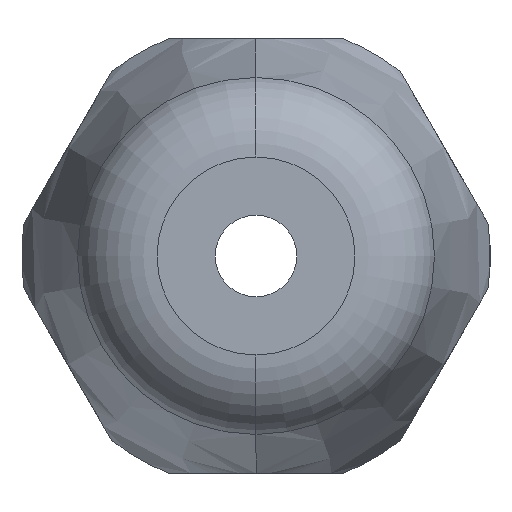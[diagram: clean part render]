
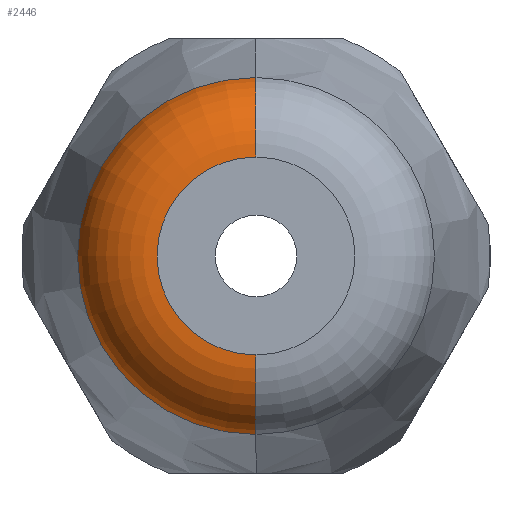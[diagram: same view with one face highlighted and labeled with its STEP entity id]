
A CAD part, left-side view. The second image highlights one B-rep face of the part: STEP entity #2446.
In plain terms, the highlighted toroidal (fillet/blend) face has major radius 3.643 mm and minor radius 3 mm.
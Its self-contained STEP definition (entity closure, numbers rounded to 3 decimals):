
#50 = DIRECTION ( 'NONE',  ( 0., 0., -1. ) ) ;
#120 = ORIENTED_EDGE ( 'NONE', *, *, #1232, .F. ) ;
#121 = CARTESIAN_POINT ( 'NONE',  ( -48.5, 0., 0. ) ) ;
#133 = AXIS2_PLACEMENT_3D ( 'NONE', #121, #3585, #3378 ) ;
#145 = EDGE_CURVE ( 'NONE', #2162, #2608, #484, .T. ) ;
#172 = DIRECTION ( 'NONE',  ( 0., 0., 1. ) ) ;
#484 = CIRCLE ( 'NONE', #3229, 3. ) ;
#505 = VERTEX_POINT ( 'NONE', #1920 ) ;
#790 = DIRECTION ( 'NONE',  ( 0., 0., 1. ) ) ;
#1092 = FACE_OUTER_BOUND ( 'NONE', #3284, .T. ) ;
#1111 = CARTESIAN_POINT ( 'NONE',  ( -46.149, 0., 0. ) ) ;
#1232 = EDGE_CURVE ( 'NONE', #2608, #3078, #2072, .T. ) ;
#1365 = DIRECTION ( 'NONE',  ( -1., 0., 0. ) ) ;
#1437 = DIRECTION ( 'NONE',  ( 1., 0., 0. ) ) ;
#1588 = TOROIDAL_SURFACE ( 'NONE', #3545, 3.643, 3. ) ;
#1616 = ORIENTED_EDGE ( 'NONE', *, *, #145, .F. ) ;
#1741 = CARTESIAN_POINT ( 'NONE',  ( -46.149, 0., 6.572 ) ) ;
#1768 = AXIS2_PLACEMENT_3D ( 'NONE', #3720, #2783, #172 ) ;
#1776 = DIRECTION ( 'NONE',  ( 0., -1., 0. ) ) ;
#1811 = ORIENTED_EDGE ( 'NONE', *, *, #2564, .F. ) ;
#1834 = CIRCLE ( 'NONE', #2630, 6.572 ) ;
#1920 = CARTESIAN_POINT ( 'NONE',  ( -46.149, 0., -6.572 ) ) ;
#2072 = CIRCLE ( 'NONE', #133, 3.643 ) ;
#2092 = EDGE_CURVE ( 'NONE', #505, #3078, #2308, .T. ) ;
#2162 = VERTEX_POINT ( 'NONE', #1741 ) ;
#2308 = CIRCLE ( 'NONE', #1768, 3. ) ;
#2446 = ADVANCED_FACE ( 'NONE', ( #1092 ), #1588, .T. ) ;
#2564 = EDGE_CURVE ( 'NONE', #505, #2162, #1834, .T. ) ;
#2608 = VERTEX_POINT ( 'NONE', #2841 ) ;
#2630 = AXIS2_PLACEMENT_3D ( 'NONE', #1111, #1437, #3201 ) ;
#2783 = DIRECTION ( 'NONE',  ( 0., 1., 0. ) ) ;
#2841 = CARTESIAN_POINT ( 'NONE',  ( -48.5, 0., 3.643 ) ) ;
#2926 = CARTESIAN_POINT ( 'NONE',  ( -48.5, 0., -3.643 ) ) ;
#3078 = VERTEX_POINT ( 'NONE', #2926 ) ;
#3201 = DIRECTION ( 'NONE',  ( 0., 0., 1. ) ) ;
#3229 = AXIS2_PLACEMENT_3D ( 'NONE', #3496, #1776, #50 ) ;
#3284 = EDGE_LOOP ( 'NONE', ( #1811, #3418, #120, #1616 ) ) ;
#3378 = DIRECTION ( 'NONE',  ( 0., 0., 1. ) ) ;
#3418 = ORIENTED_EDGE ( 'NONE', *, *, #2092, .T. ) ;
#3496 = CARTESIAN_POINT ( 'NONE',  ( -45.5, 0., 3.643 ) ) ;
#3545 = AXIS2_PLACEMENT_3D ( 'NONE', #3689, #1365, #790 ) ;
#3585 = DIRECTION ( 'NONE',  ( -1., 0., 0. ) ) ;
#3689 = CARTESIAN_POINT ( 'NONE',  ( -45.5, 0., 0. ) ) ;
#3720 = CARTESIAN_POINT ( 'NONE',  ( -45.5, 0., -3.643 ) ) ;
